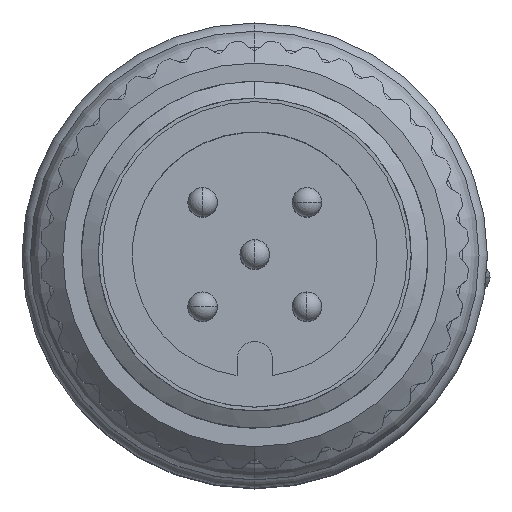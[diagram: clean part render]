
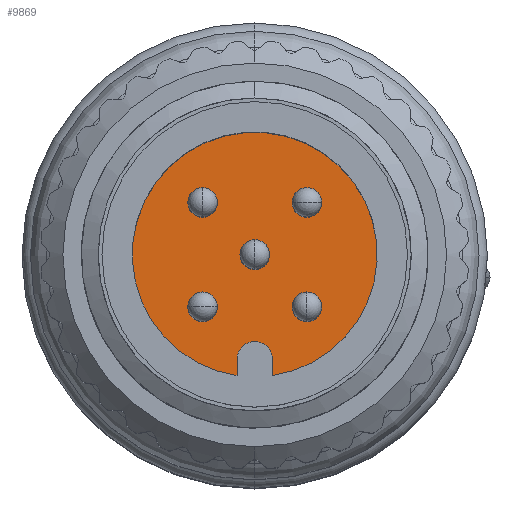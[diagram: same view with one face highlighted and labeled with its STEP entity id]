
A CAD part, top view. The second image highlights one B-rep face of the part: STEP entity #9869.
In plain terms, the highlighted planar face has unit normal (0, 0, 1).
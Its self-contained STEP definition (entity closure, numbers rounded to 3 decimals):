
#111=CARTESIAN_POINT('',(0.,0.,-8.9));
#112=DIRECTION('',(0.,0.,1.));
#113=DIRECTION('',(0.145,-0.989,0.));
#114=AXIS2_PLACEMENT_3D('',#111,#112,#113);
#129=DIRECTION('',(0.,1.,0.));
#130=VECTOR('',#129,0.556);
#131=CARTESIAN_POINT('',(0.6,-4.106,-8.9));
#132=LINE('',#131,#130);
#133=CARTESIAN_POINT('',(0.,-3.55,-8.9));
#134=DIRECTION('',(0.,0.,1.));
#135=DIRECTION('',(1.,0.,0.));
#136=AXIS2_PLACEMENT_3D('',#133,#134,#135);
#138=DIRECTION('',(0.,-1.,0.));
#139=VECTOR('',#138,0.556);
#140=CARTESIAN_POINT('',(-0.6,-3.55,-8.9));
#141=LINE('',#140,#139);
#142=CARTESIAN_POINT('',(1.768,-1.768,-8.9));
#143=DIRECTION('',(0.,0.,-1.));
#144=DIRECTION('',(0.,-1.,0.));
#145=AXIS2_PLACEMENT_3D('',#142,#143,#144);
#147=CARTESIAN_POINT('',(1.768,-1.768,-8.9));
#148=DIRECTION('',(0.,0.,-1.));
#149=DIRECTION('',(0.,1.,0.));
#150=AXIS2_PLACEMENT_3D('',#147,#148,#149);
#152=CARTESIAN_POINT('',(-1.768,-1.768,-8.9));
#153=DIRECTION('',(0.,0.,-1.));
#154=DIRECTION('',(-1.,0.,0.));
#155=AXIS2_PLACEMENT_3D('',#152,#153,#154);
#157=CARTESIAN_POINT('',(-1.768,-1.768,-8.9));
#158=DIRECTION('',(0.,0.,-1.));
#159=DIRECTION('',(1.,0.,0.));
#160=AXIS2_PLACEMENT_3D('',#157,#158,#159);
#162=CARTESIAN_POINT('',(-1.768,1.768,-8.9));
#163=DIRECTION('',(0.,0.,-1.));
#164=DIRECTION('',(0.,1.,0.));
#165=AXIS2_PLACEMENT_3D('',#162,#163,#164);
#167=CARTESIAN_POINT('',(-1.768,1.768,-8.9));
#168=DIRECTION('',(0.,0.,-1.));
#169=DIRECTION('',(0.,-1.,0.));
#170=AXIS2_PLACEMENT_3D('',#167,#168,#169);
#172=CARTESIAN_POINT('',(1.768,1.768,-8.9));
#173=DIRECTION('',(0.,0.,-1.));
#174=DIRECTION('',(1.,0.,0.));
#175=AXIS2_PLACEMENT_3D('',#172,#173,#174);
#177=CARTESIAN_POINT('',(1.768,1.768,-8.9));
#178=DIRECTION('',(0.,0.,-1.));
#179=DIRECTION('',(-1.,0.,0.));
#180=AXIS2_PLACEMENT_3D('',#177,#178,#179);
#182=CARTESIAN_POINT('',(0.,0.,-8.9));
#183=DIRECTION('',(0.,0.,-1.));
#184=DIRECTION('',(0.,-1.,0.));
#185=AXIS2_PLACEMENT_3D('',#182,#183,#184);
#187=CARTESIAN_POINT('',(0.,0.,-8.9));
#188=DIRECTION('',(0.,0.,-1.));
#189=DIRECTION('',(0.,1.,0.));
#190=AXIS2_PLACEMENT_3D('',#187,#188,#189);
#8261=CARTESIAN_POINT('',(0.6,-4.106,-8.9));
#8262=CARTESIAN_POINT('',(-0.6,-4.106,-8.9));
#8263=VERTEX_POINT('',#8261);
#8264=VERTEX_POINT('',#8262);
#8271=CARTESIAN_POINT('',(0.6,-3.55,-8.9));
#8272=VERTEX_POINT('',#8271);
#8273=CARTESIAN_POINT('',(-0.6,-3.55,-8.9));
#8274=VERTEX_POINT('',#8273);
#8283=CARTESIAN_POINT('',(1.768,-2.268,-8.9));
#8284=CARTESIAN_POINT('',(1.768,-1.268,-8.9));
#8285=VERTEX_POINT('',#8283);
#8286=VERTEX_POINT('',#8284);
#8293=CARTESIAN_POINT('',(-2.268,-1.768,-8.9));
#8294=CARTESIAN_POINT('',(-1.268,-1.768,-8.9));
#8295=VERTEX_POINT('',#8293);
#8296=VERTEX_POINT('',#8294);
#8303=CARTESIAN_POINT('',(-1.768,2.268,-8.9));
#8304=CARTESIAN_POINT('',(-1.768,1.268,-8.9));
#8305=VERTEX_POINT('',#8303);
#8306=VERTEX_POINT('',#8304);
#8313=CARTESIAN_POINT('',(2.268,1.768,-8.9));
#8314=CARTESIAN_POINT('',(1.268,1.768,-8.9));
#8315=VERTEX_POINT('',#8313);
#8316=VERTEX_POINT('',#8314);
#8323=CARTESIAN_POINT('',(0.,-0.5,-8.9));
#8324=CARTESIAN_POINT('',(0.,0.5,-8.9));
#8325=VERTEX_POINT('',#8323);
#8326=VERTEX_POINT('',#8324);
#9825=CARTESIAN_POINT('',(0.,0.,-8.9));
#9826=DIRECTION('',(0.,0.,-1.));
#9827=DIRECTION('',(0.,-1.,0.));
#9828=AXIS2_PLACEMENT_3D('',#9825,#9826,#9827);
#9829=PLANE('',#9828);
#9830=ORIENTED_EDGE('',*,*,#9815,.F.);
#9832=ORIENTED_EDGE('',*,*,#9831,.T.);
#9834=ORIENTED_EDGE('',*,*,#9833,.T.);
#9836=ORIENTED_EDGE('',*,*,#9835,.T.);
#9837=EDGE_LOOP('',(#9830,#9832,#9834,#9836));
#9838=FACE_OUTER_BOUND('',#9837,.F.);
#9840=ORIENTED_EDGE('',*,*,#9839,.F.);
#9842=ORIENTED_EDGE('',*,*,#9841,.F.);
#9843=EDGE_LOOP('',(#9840,#9842));
#9844=FACE_BOUND('',#9843,.F.);
#9846=ORIENTED_EDGE('',*,*,#9845,.F.);
#9848=ORIENTED_EDGE('',*,*,#9847,.F.);
#9849=EDGE_LOOP('',(#9846,#9848));
#9850=FACE_BOUND('',#9849,.F.);
#9852=ORIENTED_EDGE('',*,*,#9851,.F.);
#9854=ORIENTED_EDGE('',*,*,#9853,.F.);
#9855=EDGE_LOOP('',(#9852,#9854));
#9856=FACE_BOUND('',#9855,.F.);
#9858=ORIENTED_EDGE('',*,*,#9857,.F.);
#9860=ORIENTED_EDGE('',*,*,#9859,.F.);
#9861=EDGE_LOOP('',(#9858,#9860));
#9862=FACE_BOUND('',#9861,.F.);
#9864=ORIENTED_EDGE('',*,*,#9863,.F.);
#9866=ORIENTED_EDGE('',*,*,#9865,.F.);
#9867=EDGE_LOOP('',(#9864,#9866));
#9868=FACE_BOUND('',#9867,.F.);
#9869=ADVANCED_FACE('',(#9838,#9844,#9850,#9856,#9862,#9868),#9829,.F.);
#115=CIRCLE('',#114,4.15);
#137=CIRCLE('',#136,0.6);
#146=CIRCLE('',#145,0.5);
#151=CIRCLE('',#150,0.5);
#156=CIRCLE('',#155,0.5);
#161=CIRCLE('',#160,0.5);
#166=CIRCLE('',#165,0.5);
#171=CIRCLE('',#170,0.5);
#176=CIRCLE('',#175,0.5);
#181=CIRCLE('',#180,0.5);
#186=CIRCLE('',#185,0.5);
#191=CIRCLE('',#190,0.5);
#9815=EDGE_CURVE('',#8263,#8264,#115,.T.);
#9831=EDGE_CURVE('',#8263,#8272,#132,.T.);
#9833=EDGE_CURVE('',#8272,#8274,#137,.T.);
#9835=EDGE_CURVE('',#8274,#8264,#141,.T.);
#9839=EDGE_CURVE('',#8285,#8286,#146,.T.);
#9841=EDGE_CURVE('',#8286,#8285,#151,.T.);
#9845=EDGE_CURVE('',#8295,#8296,#156,.T.);
#9847=EDGE_CURVE('',#8296,#8295,#161,.T.);
#9851=EDGE_CURVE('',#8305,#8306,#166,.T.);
#9853=EDGE_CURVE('',#8306,#8305,#171,.T.);
#9857=EDGE_CURVE('',#8315,#8316,#176,.T.);
#9859=EDGE_CURVE('',#8316,#8315,#181,.T.);
#9863=EDGE_CURVE('',#8325,#8326,#186,.T.);
#9865=EDGE_CURVE('',#8326,#8325,#191,.T.);
